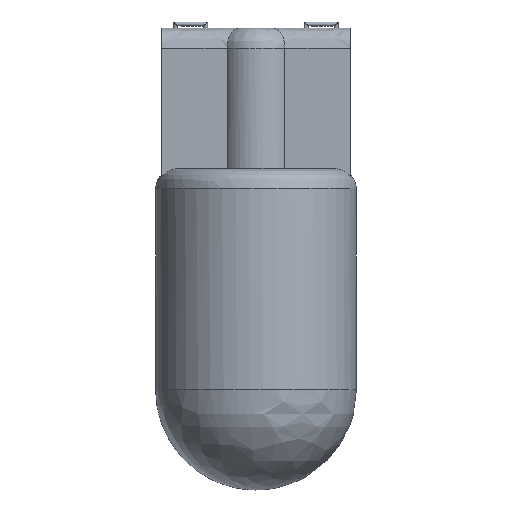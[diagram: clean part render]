
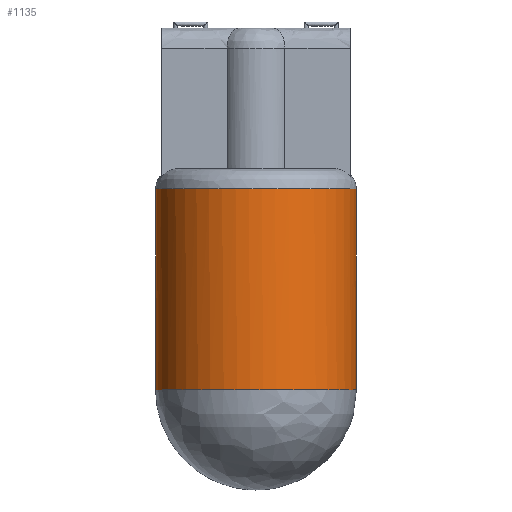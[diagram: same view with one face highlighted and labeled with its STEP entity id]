
A CAD part, front view. The second image highlights one B-rep face of the part: STEP entity #1135.
In plain terms, the highlighted free-form (B-spline) face has degree [2, 1] with [9, 2] control points.
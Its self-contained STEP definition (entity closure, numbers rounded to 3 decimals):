
#981 = VERTEX_POINT('',#982);
#982 = CARTESIAN_POINT('',(-10.249,-0.529,
    3.059));
#988 = EDGE_CURVE('',#981,#989,#991,.T.);
#989 = VERTEX_POINT('',#990);
#990 = CARTESIAN_POINT('',(-1.507,-0.529,
    3.059));
#991 = ( BOUNDED_CURVE() B_SPLINE_CURVE(2,(#992,#993,#994,#995,#996),
.UNSPECIFIED.,.F.,.F.) B_SPLINE_CURVE_WITH_KNOTS((3,2,3),(0.,
1.571,3.142),.PIECEWISE_BEZIER_KNOTS.) CURVE() 
GEOMETRIC_REPRESENTATION_ITEM() RATIONAL_B_SPLINE_CURVE((1.,
0.707,1.,0.707,1.)) REPRESENTATION_ITEM('') );
#992 = CARTESIAN_POINT('',(-10.249,-0.529,
    3.059));
#993 = CARTESIAN_POINT('',(-10.249,-4.9,
    3.059));
#994 = CARTESIAN_POINT('',(-5.878,-4.9,
    3.059));
#995 = CARTESIAN_POINT('',(-1.507,-4.9,
    3.059));
#996 = CARTESIAN_POINT('',(-1.507,-0.529,
    3.059));
#998 = EDGE_CURVE('',#989,#981,#999,.T.);
#999 = ( BOUNDED_CURVE() B_SPLINE_CURVE(2,(#1000,#1001,#1002,#1003,#1004
),.UNSPECIFIED.,.F.,.F.) B_SPLINE_CURVE_WITH_KNOTS((3,2,3),(
    3.142,4.712,6.283),
.PIECEWISE_BEZIER_KNOTS.) CURVE() GEOMETRIC_REPRESENTATION_ITEM() 
RATIONAL_B_SPLINE_CURVE((1.,0.707,1.,0.707,1.)) 
REPRESENTATION_ITEM('') );
#1000 = CARTESIAN_POINT('',(-1.507,-0.529,
    3.059));
#1001 = CARTESIAN_POINT('',(-1.507,3.842,
    3.059));
#1002 = CARTESIAN_POINT('',(-5.878,3.842,
    3.059));
#1003 = CARTESIAN_POINT('',(-10.249,3.842,
    3.059));
#1004 = CARTESIAN_POINT('',(-10.249,-0.529,
    3.059));
#1079 = EDGE_CURVE('',#1080,#1082,#1084,.T.);
#1080 = VERTEX_POINT('',#1081);
#1081 = CARTESIAN_POINT('',(-10.249,-0.529,
    -5.683));
#1082 = VERTEX_POINT('',#1083);
#1083 = CARTESIAN_POINT('',(-1.507,-0.529,
    -5.683));
#1084 = ( BOUNDED_CURVE() B_SPLINE_CURVE(2,(#1085,#1086,#1087,#1088,
#1089),.UNSPECIFIED.,.F.,.F.) B_SPLINE_CURVE_WITH_KNOTS((3,2,3),(0.,
1.571,3.142),.PIECEWISE_BEZIER_KNOTS.) CURVE() 
GEOMETRIC_REPRESENTATION_ITEM() RATIONAL_B_SPLINE_CURVE((1.,
0.707,1.,0.707,1.)) REPRESENTATION_ITEM('') );
#1085 = CARTESIAN_POINT('',(-10.249,-0.529,
    -5.683));
#1086 = CARTESIAN_POINT('',(-10.249,3.842,
    -5.683));
#1087 = CARTESIAN_POINT('',(-5.878,3.842,
    -5.683));
#1088 = CARTESIAN_POINT('',(-1.507,3.842,
    -5.683));
#1089 = CARTESIAN_POINT('',(-1.507,-0.529,
    -5.683));
#1091 = EDGE_CURVE('',#1082,#1080,#1092,.T.);
#1092 = ( BOUNDED_CURVE() B_SPLINE_CURVE(2,(#1093,#1094,#1095,#1096,
#1097),.UNSPECIFIED.,.F.,.F.) B_SPLINE_CURVE_WITH_KNOTS((3,2,3),(
    3.142,4.712,6.283),
.PIECEWISE_BEZIER_KNOTS.) CURVE() GEOMETRIC_REPRESENTATION_ITEM() 
RATIONAL_B_SPLINE_CURVE((1.,0.707,1.,0.707,1.)) 
REPRESENTATION_ITEM('') );
#1093 = CARTESIAN_POINT('',(-1.507,-0.529,
    -5.683));
#1094 = CARTESIAN_POINT('',(-1.507,-4.9,
    -5.683));
#1095 = CARTESIAN_POINT('',(-5.878,-4.9,
    -5.683));
#1096 = CARTESIAN_POINT('',(-10.249,-4.9,
    -5.683));
#1097 = CARTESIAN_POINT('',(-10.249,-0.529,
    -5.683));
#1135 = ADVANCED_FACE('',(#1136),#1148,.T.);
#1136 = FACE_BOUND('',#1137,.T.);
#1137 = EDGE_LOOP('',(#1138,#1139,#1144,#1145,#1146,#1147));
#1138 = ORIENTED_EDGE('',*,*,#998,.F.);
#1139 = ORIENTED_EDGE('',*,*,#1140,.T.);
#1140 = EDGE_CURVE('',#989,#1082,#1141,.T.);
#1141 = B_SPLINE_CURVE_WITH_KNOTS('',1,(#1142,#1143),.UNSPECIFIED.,.F.,
  .F.,(2,2),(-10.,0.),.PIECEWISE_BEZIER_KNOTS.);
#1142 = CARTESIAN_POINT('',(-1.507,-0.529,
    3.059));
#1143 = CARTESIAN_POINT('',(-1.507,-0.529,
    -5.683));
#1144 = ORIENTED_EDGE('',*,*,#1079,.F.);
#1145 = ORIENTED_EDGE('',*,*,#1091,.F.);
#1146 = ORIENTED_EDGE('',*,*,#1140,.F.);
#1147 = ORIENTED_EDGE('',*,*,#988,.F.);
#1148 = ( BOUNDED_SURFACE() B_SPLINE_SURFACE(2,1,(
    (#1149,#1150)
    ,(#1151,#1152)
    ,(#1153,#1154)
    ,(#1155,#1156)
    ,(#1157,#1158)
    ,(#1159,#1160)
    ,(#1161,#1162)
    ,(#1163,#1164)
    ,(#1165,#1166
)),.UNSPECIFIED.,.T.,.F.,.F.) B_SPLINE_SURFACE_WITH_KNOTS((3,2,2,2,3),(2
    ,2),(-3.142,-2.094,0.,2.094,3.142)
,(0.,10.),.UNSPECIFIED.) GEOMETRIC_REPRESENTATION_ITEM() 
RATIONAL_B_SPLINE_SURFACE((
    (0.75,0.75)
    ,(0.75,0.75)
    ,(1.,1.)
    ,(0.5,0.5)
    ,(1.,1.)
    ,(0.5,0.5)
    ,(1.,1.)
    ,(0.75,0.75)
,(0.75,0.75))) REPRESENTATION_ITEM('') SURFACE() );
#1149 = CARTESIAN_POINT('',(-1.507,-0.529,
    -5.683));
#1150 = CARTESIAN_POINT('',(-1.507,-0.529,
    3.059));
#1151 = CARTESIAN_POINT('',(-1.507,1.994,
    -5.683));
#1152 = CARTESIAN_POINT('',(-1.507,1.994,
    3.059));
#1153 = CARTESIAN_POINT('',(-3.693,3.256,
    -5.683));
#1154 = CARTESIAN_POINT('',(-3.693,3.256,
    3.059));
#1155 = CARTESIAN_POINT('',(-10.249,7.041,
    -5.683));
#1156 = CARTESIAN_POINT('',(-10.249,7.041,
    3.059));
#1157 = CARTESIAN_POINT('',(-10.249,-0.529,
    -5.683));
#1158 = CARTESIAN_POINT('',(-10.249,-0.529,
    3.059));
#1159 = CARTESIAN_POINT('',(-10.249,-8.1,
    -5.683));
#1160 = CARTESIAN_POINT('',(-10.249,-8.1,
    3.059));
#1161 = CARTESIAN_POINT('',(-3.693,-4.315,
    -5.683));
#1162 = CARTESIAN_POINT('',(-3.693,-4.315,
    3.059));
#1163 = CARTESIAN_POINT('',(-1.507,-3.053,
    -5.683));
#1164 = CARTESIAN_POINT('',(-1.507,-3.053,
    3.059));
#1165 = CARTESIAN_POINT('',(-1.507,-0.529,
    -5.683));
#1166 = CARTESIAN_POINT('',(-1.507,-0.529,
    3.059));
